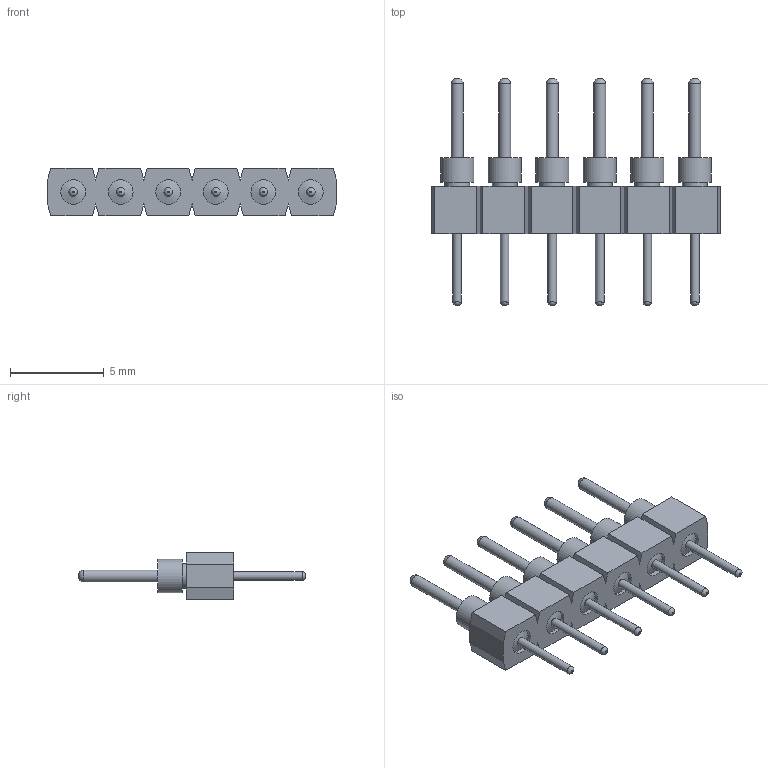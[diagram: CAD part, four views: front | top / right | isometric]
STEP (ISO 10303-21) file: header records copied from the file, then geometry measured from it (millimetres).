
FILE_DESCRIPTION(/* description */ ('STEP AP214'),/* implementation_level */ '2;1');
FILE_NAME(/* name */ 'TS-106-T-A',/* time_stamp */ '2024-02-15T03:18:24+01:00',/* author */ ('License CC BY-ND 4.0'),/* organization */ ('CADENAS'),/* preprocessor_version */ 'ST-DEVELOPER v19.3',/* originating_system */ 'PARTsolutions',/* authorisation */ ' ');
FILE_SCHEMA (('AUTOMOTIVE_DESIGN {1 0 10303 214 3 1 1}'));
Length unit declared in the file: inch
Products named in the file (3): TS-106-T-A; TS-106-G-A_socket; -101-G-A_pins
Assembly tree (7 placements, depth 2):
  TS-106-T-A
    TS-106-G-A_socket
    -101-G-A_pins  x6
Bounding box: 15.44 x 12.12 x 2.54 mm (x, y, z)
Volume: 123.5 mm3; surface area: 467.7 mm2
Topology: 7 solids, 7 shells, 142 faces, 300 edges, 196 vertices
Faces by surface type: plane 76, cylinder 42, cone 12, torus 12
Full cylindrical faces by diameter (mm): 0.457 x6, 0.635 x6, 1.321 x18, 1.778 x12
Entity records: 2110 total; most frequent: DIRECTION 348, CARTESIAN_POINT 344, ORIENTED_EDGE 302, EDGE_CURVE 151, AXIS2_PLACEMENT_3D 117, LINE 114, VECTOR 114, EDGE_LOOP 114
